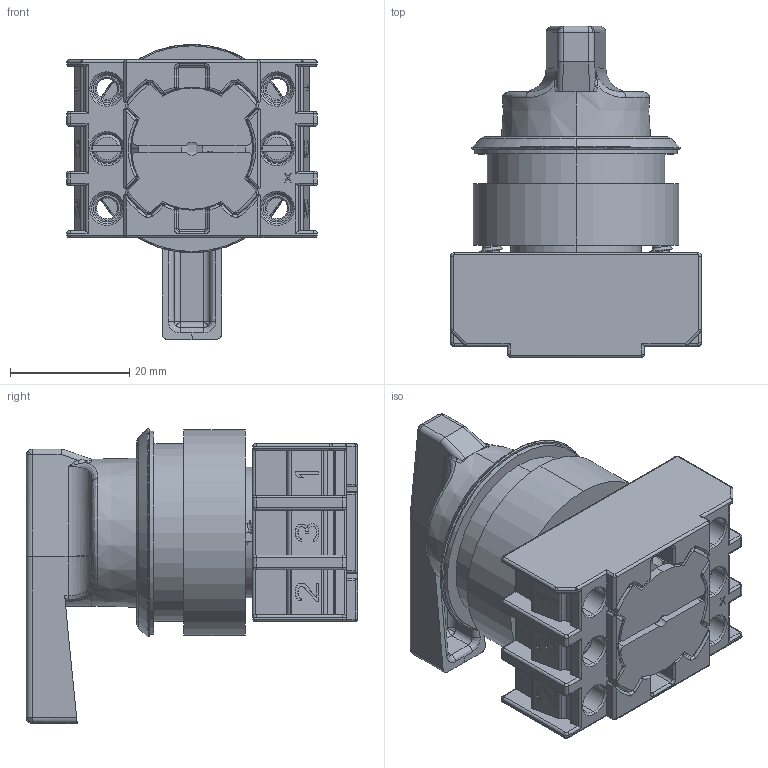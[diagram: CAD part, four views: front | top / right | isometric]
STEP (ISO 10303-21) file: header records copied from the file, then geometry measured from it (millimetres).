
FILE_DESCRIPTION (( 'STEP AP203' ), '1' );
FILE_NAME ('EWT32.1V.step', '2020-12-14T22:12:04', ( '' ), ( '' ), 'SwSTEP 2.0', 'SolidWorks 2019', '' );
FILE_SCHEMA (( 'CONFIG_CONTROL_DESIGN' ));
Length unit declared in the file: millimetre
Products named in the file (1): EWT32.1V
Bounding box: 42 x 55.55 x 49.47 mm (x, y, z)
Volume: 29601.4 mm3; surface area: 26700 mm2
Topology: 5 solids, 5 shells, 1738 faces, 4634 edges, 2848 vertices
Faces by surface type: plane 639, cylinder 598, bspline 339, cone 139, torus 23
Entity records: 74693 total; most frequent: CARTESIAN_POINT 34382, ORIENTED_EDGE 9124, DIRECTION 7650, EDGE_CURVE 4562, VERTEX_POINT 2848, AXIS2_PLACEMENT_3D 2707, LINE 2236, VECTOR 2236
